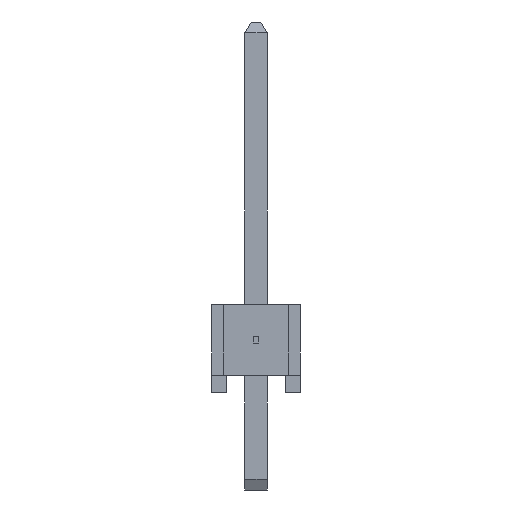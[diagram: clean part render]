
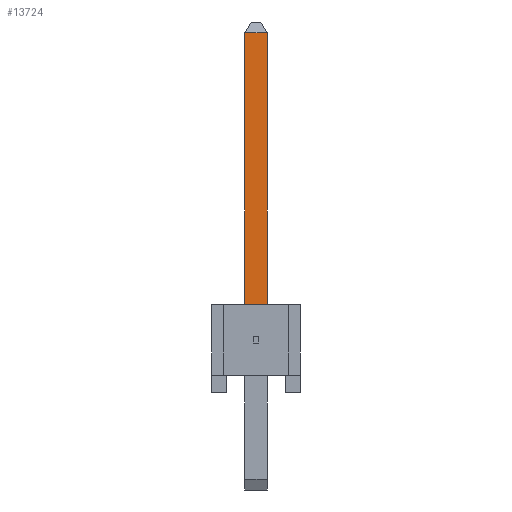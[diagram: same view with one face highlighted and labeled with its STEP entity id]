
A CAD part, left-side view. The second image highlights one B-rep face of the part: STEP entity #13724.
In plain terms, the highlighted planar face has unit normal (-1, 0, 0).
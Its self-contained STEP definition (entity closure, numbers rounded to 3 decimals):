
#13724 = ADVANCED_FACE('',(#13725),#13759,.F.);
#13725 = FACE_BOUND('',#13726,.T.);
#13726 = EDGE_LOOP('',(#13727,#13737,#13745,#13753));
#13727 = ORIENTED_EDGE('',*,*,#13728,.T.);
#13728 = EDGE_CURVE('',#13729,#13731,#13733,.T.);
#13729 = VERTEX_POINT('',#13730);
#13730 = CARTESIAN_POINT('',(-13.018,13.157,0.318));
#13731 = VERTEX_POINT('',#13732);
#13732 = CARTESIAN_POINT('',(-13.018,13.157,-0.318));
#13733 = LINE('',#13734,#13735);
#13734 = CARTESIAN_POINT('',(-13.018,13.157,2.54));
#13735 = VECTOR('',#13736,1.);
#13736 = DIRECTION('',(0.,0.,-1.));
#13737 = ORIENTED_EDGE('',*,*,#13738,.T.);
#13738 = EDGE_CURVE('',#13731,#13739,#13741,.T.);
#13739 = VERTEX_POINT('',#13740);
#13740 = CARTESIAN_POINT('',(-13.018,4.191,-0.318));
#13741 = LINE('',#13742,#13743);
#13742 = CARTESIAN_POINT('',(-13.018,13.462,-0.318));
#13743 = VECTOR('',#13744,1.);
#13744 = DIRECTION('',(0.,-1.,0.));
#13745 = ORIENTED_EDGE('',*,*,#13746,.F.);
#13746 = EDGE_CURVE('',#13747,#13739,#13749,.T.);
#13747 = VERTEX_POINT('',#13748);
#13748 = CARTESIAN_POINT('',(-13.018,4.191,0.318));
#13749 = LINE('',#13750,#13751);
#13750 = CARTESIAN_POINT('',(-13.018,4.191,0.318));
#13751 = VECTOR('',#13752,1.);
#13752 = DIRECTION('',(0.,0.,-1.));
#13753 = ORIENTED_EDGE('',*,*,#13754,.F.);
#13754 = EDGE_CURVE('',#13729,#13747,#13755,.T.);
#13755 = LINE('',#13756,#13757);
#13756 = CARTESIAN_POINT('',(-13.018,13.462,0.318));
#13757 = VECTOR('',#13758,1.);
#13758 = DIRECTION('',(0.,-1.,0.));
#13759 = PLANE('',#13760);
#13760 = AXIS2_PLACEMENT_3D('',#13761,#13762,#13763);
#13761 = CARTESIAN_POINT('',(-13.018,13.462,0.318));
#13762 = DIRECTION('',(1.,0.,0.));
#13763 = DIRECTION('',(0.,0.,-1.));
